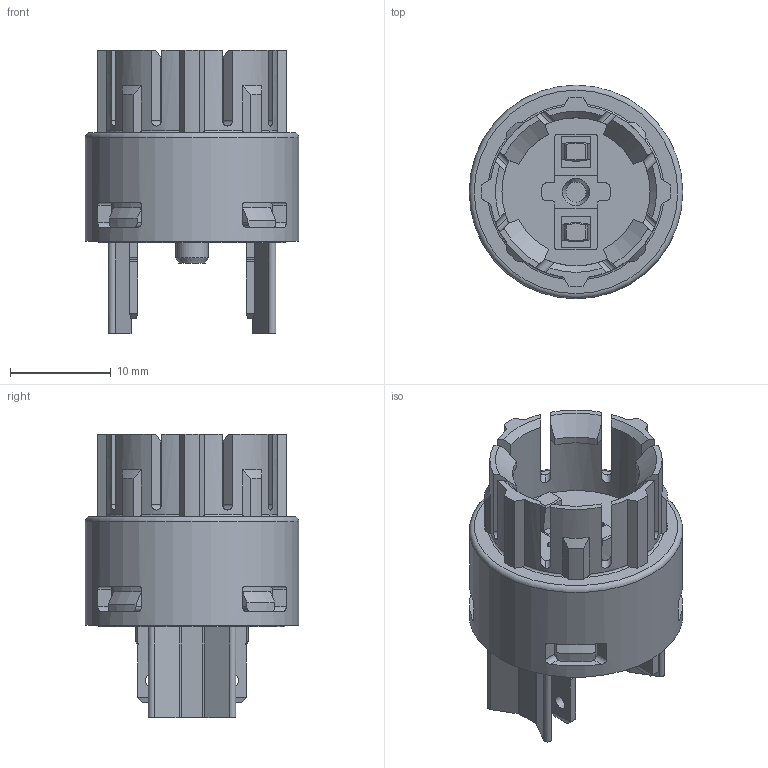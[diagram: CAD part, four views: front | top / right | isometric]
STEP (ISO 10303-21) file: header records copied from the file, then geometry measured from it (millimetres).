
FILE_DESCRIPTION(/* description */ (''),/* implementation_level */ '2;1');
FILE_NAME(/* name */ 'FRTFOO_vereinfacht.stp',/* time_stamp */ '2024-06-25T14:26:20+02:00',/* author */ ('Gn'),/* organization */ (''),/* preprocessor_version */ 'ST-DEVELOPER v19.2',/* originating_system */ 'Autodesk Inventor 2023',/* authorisation */ '');
FILE_SCHEMA (('AUTOMOTIVE_DESIGN { 1 0 10303 214 3 1 1 }'));
Length unit declared in the file: centimetre
Products named in the file (1): Bauteil2464
Bounding box: 21.2 x 21.2 x 28.1 mm (x, y, z)
Volume: 3803 mm3; surface area: 4977.2 mm2
Topology: 1 solids, 3 shells, 495 faces, 1367 edges, 887 vertices
Faces by surface type: plane 302, cylinder 132, cone 48, torus 13
Full cylindrical faces by diameter (mm): 1.3 x4, 2 x1, 3.2 x3, 14.7 x1, 16.9 x1, 18.5 x1, 21.2 x1
Entity records: 17018 total; most frequent: CARTESIAN_POINT 3730, ORIENTED_EDGE 2734, DIRECTION 2591, EDGE_CURVE 1367, VERTEX_POINT 887, AXIS2_PLACEMENT_3D 864, LINE 863, VECTOR 863
